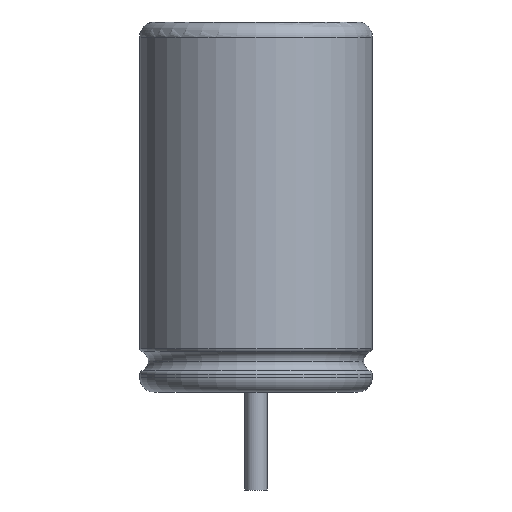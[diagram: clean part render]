
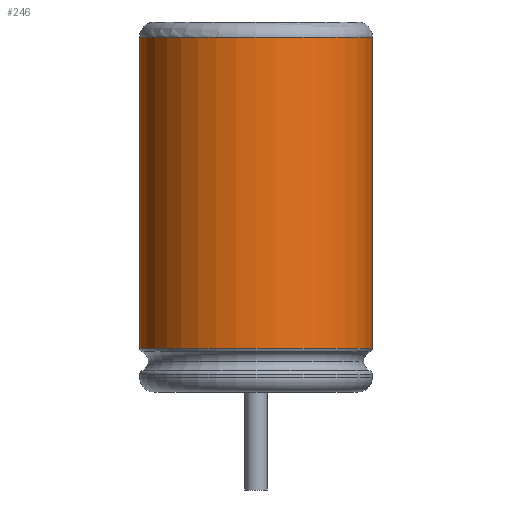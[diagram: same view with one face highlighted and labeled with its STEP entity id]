
A CAD part, left-side view. The second image highlights one B-rep face of the part: STEP entity #246.
In plain terms, the highlighted cylindrical face has radius 3.15 mm (diameter 6.3 mm), a partial arc.
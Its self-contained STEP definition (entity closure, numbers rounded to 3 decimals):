
#158 = ORIENTED_EDGE ( 'NONE', *, *, #2144, .T. ) ;
#199 = CARTESIAN_POINT ( 'NONE',  ( 0., 3.15, -18.163 ) ) ;
#201 = DIRECTION ( 'NONE',  ( 0., 1., 0. ) ) ;
#246 = ADVANCED_FACE ( 'NONE', ( #3289 ), #3671, .T. ) ;
#644 = VERTEX_POINT ( 'NONE', #1774 ) ;
#659 = DIRECTION ( 'NONE',  ( 0., 0., -1. ) ) ;
#753 = ORIENTED_EDGE ( 'NONE', *, *, #1416, .F. ) ;
#805 = CIRCLE ( 'NONE', #3416, 3.15 ) ;
#822 = VERTEX_POINT ( 'NONE', #1939 ) ;
#1029 = VERTEX_POINT ( 'NONE', #3402 ) ;
#1407 = DIRECTION ( 'NONE',  ( 0., 1., 0. ) ) ;
#1416 = EDGE_CURVE ( 'NONE', #2465, #822, #4088, .T. ) ;
#1774 = CARTESIAN_POINT ( 'NONE',  ( 0., -3.15, 9.6 ) ) ;
#1873 = EDGE_LOOP ( 'NONE', ( #2773, #158, #3628, #753 ) ) ;
#1939 = CARTESIAN_POINT ( 'NONE',  ( 0., 3.15, 1.185 ) ) ;
#1948 = CARTESIAN_POINT ( 'NONE',  ( 0., -3.15, 1.185 ) ) ;
#2144 = EDGE_CURVE ( 'NONE', #644, #1029, #805, .T. ) ;
#2174 = CARTESIAN_POINT ( 'NONE',  ( 0., -3.15, -18.163 ) ) ;
#2208 = AXIS2_PLACEMENT_3D ( 'NONE', #2830, #2482, #201 ) ;
#2299 = DIRECTION ( 'NONE',  ( 0., 0., -1. ) ) ;
#2322 = CARTESIAN_POINT ( 'NONE',  ( 0., 0., 1.185 ) ) ;
#2395 = DIRECTION ( 'NONE',  ( 0., 0., -1. ) ) ;
#2465 = VERTEX_POINT ( 'NONE', #1948 ) ;
#2482 = DIRECTION ( 'NONE',  ( 0., 0., -1. ) ) ;
#2773 = ORIENTED_EDGE ( 'NONE', *, *, #3350, .F. ) ;
#2830 = CARTESIAN_POINT ( 'NONE',  ( 0., 0., -18.163 ) ) ;
#2913 = LINE ( 'NONE', #2174, #3607 ) ;
#3289 = FACE_OUTER_BOUND ( 'NONE', #1873, .T. ) ;
#3293 = AXIS2_PLACEMENT_3D ( 'NONE', #2322, #659, #3674 ) ;
#3350 = EDGE_CURVE ( 'NONE', #644, #2465, #2913, .T. ) ;
#3402 = CARTESIAN_POINT ( 'NONE',  ( 0., 3.15, 9.6 ) ) ;
#3416 = AXIS2_PLACEMENT_3D ( 'NONE', #3451, #2395, #1407 ) ;
#3451 = CARTESIAN_POINT ( 'NONE',  ( 0., 0., 9.6 ) ) ;
#3502 = DIRECTION ( 'NONE',  ( 0., 0., -1. ) ) ;
#3607 = VECTOR ( 'NONE', #3502, 1000. ) ;
#3628 = ORIENTED_EDGE ( 'NONE', *, *, #3756, .T. ) ;
#3662 = LINE ( 'NONE', #199, #3918 ) ;
#3671 = CYLINDRICAL_SURFACE ( 'NONE', #2208, 3.15 ) ;
#3674 = DIRECTION ( 'NONE',  ( 0., 1., 0. ) ) ;
#3756 = EDGE_CURVE ( 'NONE', #1029, #822, #3662, .T. ) ;
#3918 = VECTOR ( 'NONE', #2299, 1000. ) ;
#4088 = CIRCLE ( 'NONE', #3293, 3.15 ) ;
